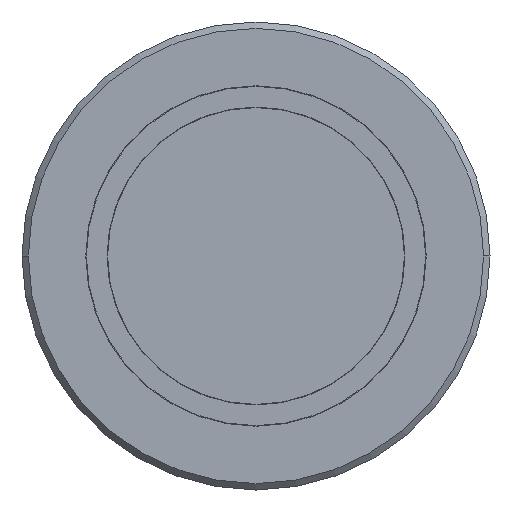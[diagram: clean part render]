
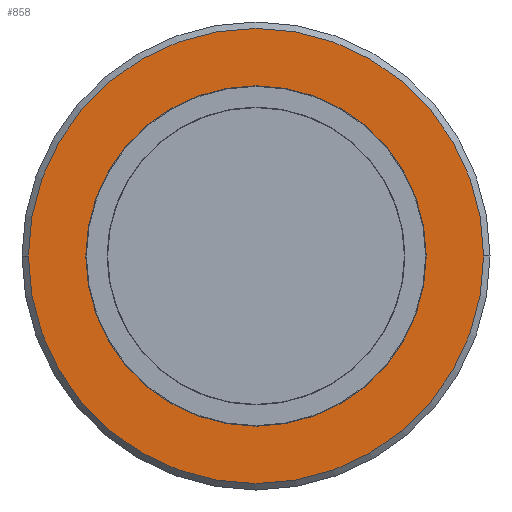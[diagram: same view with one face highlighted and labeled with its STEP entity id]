
A CAD part, front view. The second image highlights one B-rep face of the part: STEP entity #858.
In plain terms, the highlighted planar face has unit normal (0, -1, 0).
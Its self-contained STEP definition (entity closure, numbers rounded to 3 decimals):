
#97 = AXIS2_PLACEMENT_3D ( 'NONE', #674, #677, #691 ) ;
#98 = CIRCLE ( 'NONE', #105, 10.7 ) ;
#100 = CIRCLE ( 'NONE', #97, 8. ) ;
#105 = AXIS2_PLACEMENT_3D ( 'NONE', #706, #708, #695 ) ;
#192 = DIRECTION ( 'NONE',  ( 0., -1., 0. ) ) ;
#228 = CARTESIAN_POINT ( 'NONE',  ( 0., 0., 0. ) ) ;
#229 = DIRECTION ( 'NONE',  ( -1., 0., 0. ) ) ;
#232 = DIRECTION ( 'NONE',  ( 0., 1., 0. ) ) ;
#233 = CARTESIAN_POINT ( 'NONE',  ( 11., 0., 0. ) ) ;
#245 = DIRECTION ( 'NONE',  ( -1., 0., 0. ) ) ;
#256 = FACE_OUTER_BOUND ( 'NONE', #415, .T. ) ;
#257 = PLANE ( 'NONE',  #996 ) ;
#258 = FACE_BOUND ( 'NONE', #433, .T. ) ;
#259 = DIRECTION ( 'NONE',  ( -1., 0., 0. ) ) ;
#267 = DIRECTION ( 'NONE',  ( 0., 1., 0. ) ) ;
#277 = CARTESIAN_POINT ( 'NONE',  ( 0., 0., 0. ) ) ;
#415 = EDGE_LOOP ( 'NONE', ( #513, #478 ) ) ;
#421 = CARTESIAN_POINT ( 'NONE',  ( -8., 0., 0. ) ) ;
#433 = EDGE_LOOP ( 'NONE', ( #456, #501 ) ) ;
#435 = CARTESIAN_POINT ( 'NONE',  ( 10.7, 0., 0. ) ) ;
#456 = ORIENTED_EDGE ( 'NONE', *, *, #796, .T. ) ;
#478 = ORIENTED_EDGE ( 'NONE', *, *, #794, .T. ) ;
#501 = ORIENTED_EDGE ( 'NONE', *, *, #850, .T. ) ;
#513 = ORIENTED_EDGE ( 'NONE', *, *, #838, .T. ) ;
#533 = VERTEX_POINT ( 'NONE', #435 ) ;
#544 = VERTEX_POINT ( 'NONE', #421 ) ;
#547 = VERTEX_POINT ( 'NONE', #633 ) ;
#566 = VERTEX_POINT ( 'NONE', #588 ) ;
#588 = CARTESIAN_POINT ( 'NONE',  ( -10.7, 0., 0. ) ) ;
#633 = CARTESIAN_POINT ( 'NONE',  ( 8., 0., 0. ) ) ;
#674 = CARTESIAN_POINT ( 'NONE',  ( 0., 0., 0. ) ) ;
#677 = DIRECTION ( 'NONE',  ( 0., 1., 0. ) ) ;
#691 = DIRECTION ( 'NONE',  ( -1., 0., 0. ) ) ;
#695 = DIRECTION ( 'NONE',  ( -1., 0., 0. ) ) ;
#706 = CARTESIAN_POINT ( 'NONE',  ( 0., 0., 0. ) ) ;
#708 = DIRECTION ( 'NONE',  ( 0., -1., 0. ) ) ;
#794 = EDGE_CURVE ( 'NONE', #533, #566, #98, .T. ) ;
#796 = EDGE_CURVE ( 'NONE', #544, #547, #100, .T. ) ;
#838 = EDGE_CURVE ( 'NONE', #566, #533, #963, .T. ) ;
#850 = EDGE_CURVE ( 'NONE', #547, #544, #946, .T. ) ;
#858 = ADVANCED_FACE ( 'NONE', ( #256, #258 ), #257, .F. ) ;
#946 = CIRCLE ( 'NONE', #959, 8. ) ;
#959 = AXIS2_PLACEMENT_3D ( 'NONE', #277, #232, #245 ) ;
#963 = CIRCLE ( 'NONE', #984, 10.7 ) ;
#984 = AXIS2_PLACEMENT_3D ( 'NONE', #228, #192, #229 ) ;
#996 = AXIS2_PLACEMENT_3D ( 'NONE', #233, #267, #259 ) ;
